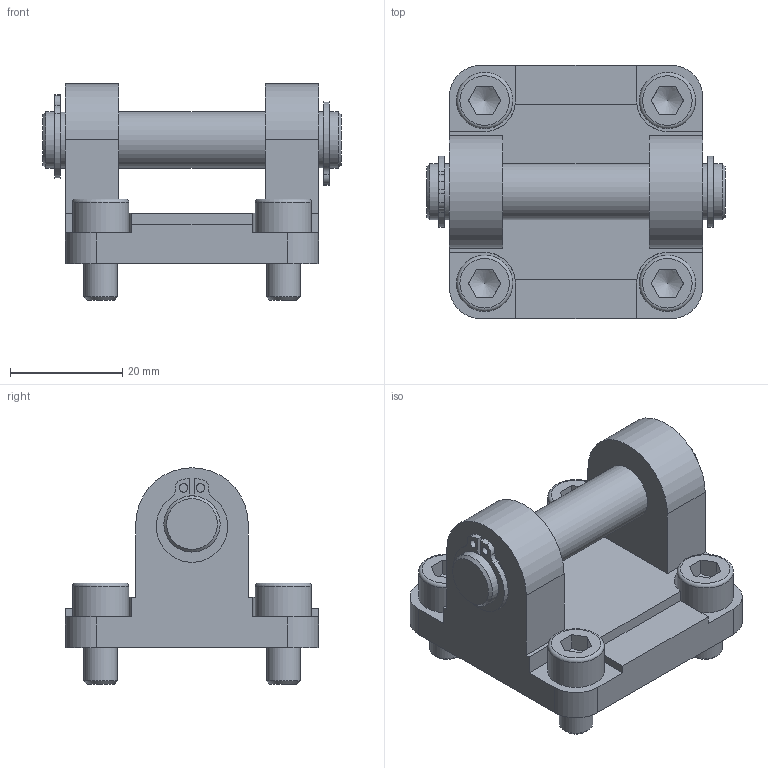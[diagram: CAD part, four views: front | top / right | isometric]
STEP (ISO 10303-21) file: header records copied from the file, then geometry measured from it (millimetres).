
FILE_DESCRIPTION(/* description */ (''),/* implementation_level */ '2;1');
FILE_NAME(/* name */ 'CAD_69629.stp',/* time_stamp */ '2016-06-09T17:39:10+02:00',/* author */ ('Hypex'),/* organization */ ('Hypex'),/* preprocessor_version */ 'ST-DEVELOPER v16.1',/* originating_system */ 'Autodesk Inventor 2016',/* authorisation */ '');
FILE_SCHEMA (('AUTOMOTIVE_DESIGN { 1 0 10303 214 3 1 1 }'));
Length unit declared in the file: millimetre
Products named in the file (1): CAD_69629
Bounding box: 53 x 45 x 38.5 mm (x, y, z)
Volume: 24948.6 mm3; surface area: 11921.9 mm2
Topology: 1 solids, 1 shells, 147 faces, 356 edges, 230 vertices
Faces by surface type: plane 79, cylinder 50, cone 10, torus 8
Full cylindrical faces by diameter (mm): 1.5 x4, 6 x4, 6.6 x4, 9.5 x2, 10 x9, 30 x1
Entity records: 4225 total; most frequent: CARTESIAN_POINT 728, DIRECTION 700, ORIENTED_EDGE 616, EDGE_CURVE 308, AXIS2_PLACEMENT_3D 268, VERTEX_POINT 224, EDGE_LOOP 218, LINE 164
